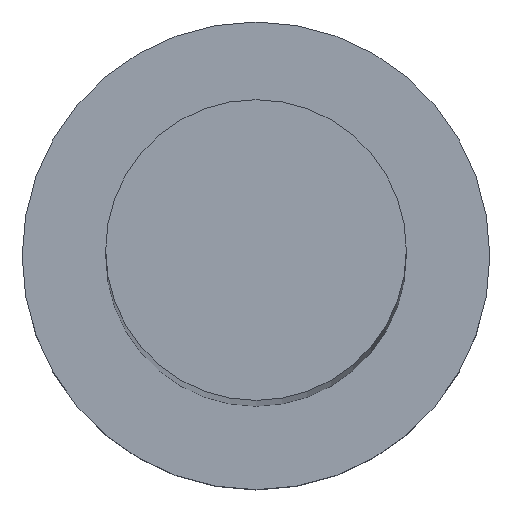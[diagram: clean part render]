
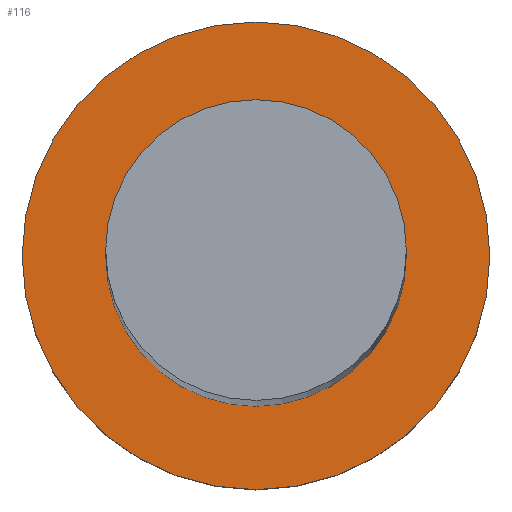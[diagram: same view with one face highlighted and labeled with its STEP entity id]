
A CAD part, top view. The second image highlights one B-rep face of the part: STEP entity #116.
In plain terms, the highlighted planar face has unit normal (0, 0, 1).
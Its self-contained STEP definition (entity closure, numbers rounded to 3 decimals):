
#1 = FACE_OUTER_BOUND ( 'NONE', #139, .T. ) ;
#13 = FACE_BOUND ( 'NONE', #214, .T. ) ;
#33 = VERTEX_POINT ( 'NONE', #61 ) ;
#36 = EDGE_CURVE ( 'NONE', #80, #33, #198, .T. ) ;
#42 = DIRECTION ( 'NONE',  ( 1., 0., 0. ) ) ;
#55 = ORIENTED_EDGE ( 'NONE', *, *, #169, .T. ) ;
#57 = ORIENTED_EDGE ( 'NONE', *, *, #107, .F. ) ;
#61 = CARTESIAN_POINT ( 'NONE',  ( -7., 0., 5. ) ) ;
#63 = CARTESIAN_POINT ( 'NONE',  ( 0., 0., 5. ) ) ;
#65 = CARTESIAN_POINT ( 'NONE',  ( 7., 0., 5. ) ) ;
#72 = AXIS2_PLACEMENT_3D ( 'NONE', #109, #184, #89 ) ;
#80 = VERTEX_POINT ( 'NONE', #65 ) ;
#89 = DIRECTION ( 'NONE',  ( 1., 0., 0. ) ) ;
#99 = ORIENTED_EDGE ( 'NONE', *, *, #202, .F. ) ;
#103 = CIRCLE ( 'NONE', #112, 4.5 ) ;
#104 = DIRECTION ( 'NONE',  ( 1., 0., 0. ) ) ;
#105 = CIRCLE ( 'NONE', #72, 7. ) ;
#106 = CARTESIAN_POINT ( 'NONE',  ( -4.5, 0., 5. ) ) ;
#107 = EDGE_CURVE ( 'NONE', #161, #121, #103, .T. ) ;
#109 = CARTESIAN_POINT ( 'NONE',  ( 0., 0., 5. ) ) ;
#112 = AXIS2_PLACEMENT_3D ( 'NONE', #63, #241, #147 ) ;
#116 = ADVANCED_FACE ( 'NONE', ( #13, #1 ), #183, .T. ) ;
#117 = DIRECTION ( 'NONE',  ( 1., 0., 0. ) ) ;
#121 = VERTEX_POINT ( 'NONE', #181 ) ;
#135 = CARTESIAN_POINT ( 'NONE',  ( 0., 0., 5. ) ) ;
#138 = CIRCLE ( 'NONE', #154, 4.5 ) ;
#139 = EDGE_LOOP ( 'NONE', ( #55, #159 ) ) ;
#147 = DIRECTION ( 'NONE',  ( 1., 0., 0. ) ) ;
#148 = CARTESIAN_POINT ( 'NONE',  ( 0., 0., 5. ) ) ;
#150 = DIRECTION ( 'NONE',  ( 0., 0., 1. ) ) ;
#151 = DIRECTION ( 'NONE',  ( 0., 0., 1. ) ) ;
#154 = AXIS2_PLACEMENT_3D ( 'NONE', #135, #151, #117 ) ;
#159 = ORIENTED_EDGE ( 'NONE', *, *, #36, .T. ) ;
#161 = VERTEX_POINT ( 'NONE', #106 ) ;
#169 = EDGE_CURVE ( 'NONE', #33, #80, #105, .T. ) ;
#181 = CARTESIAN_POINT ( 'NONE',  ( 4.5, 0., 5. ) ) ;
#183 = PLANE ( 'NONE',  #244 ) ;
#184 = DIRECTION ( 'NONE',  ( 0., 0., 1. ) ) ;
#198 = CIRCLE ( 'NONE', #223, 7. ) ;
#202 = EDGE_CURVE ( 'NONE', #121, #161, #138, .T. ) ;
#213 = CARTESIAN_POINT ( 'NONE',  ( 0., 0., 5. ) ) ;
#214 = EDGE_LOOP ( 'NONE', ( #57, #99 ) ) ;
#223 = AXIS2_PLACEMENT_3D ( 'NONE', #213, #150, #42 ) ;
#241 = DIRECTION ( 'NONE',  ( 0., 0., 1. ) ) ;
#242 = DIRECTION ( 'NONE',  ( 0., 0., 1. ) ) ;
#244 = AXIS2_PLACEMENT_3D ( 'NONE', #148, #242, #104 ) ;
